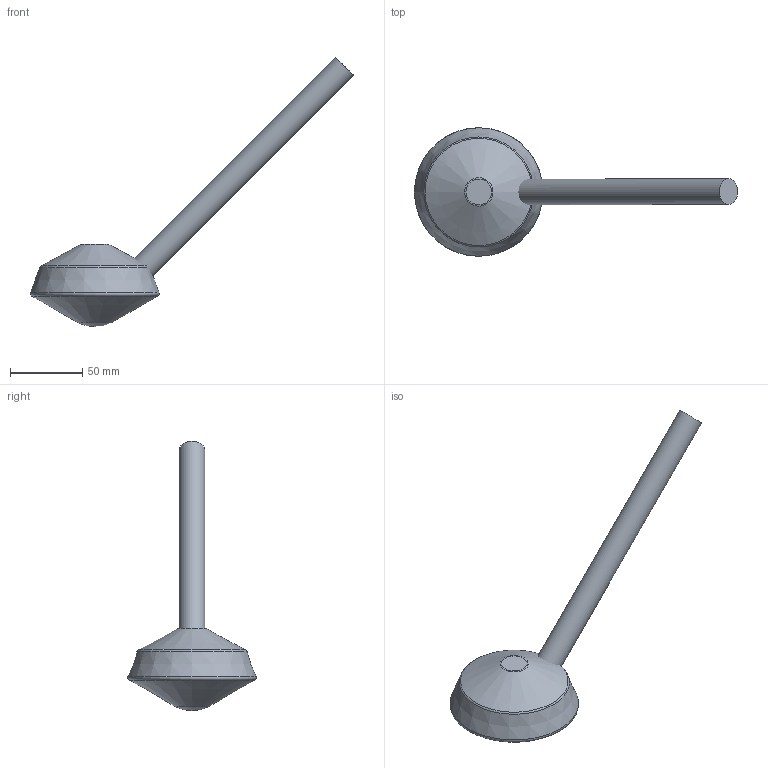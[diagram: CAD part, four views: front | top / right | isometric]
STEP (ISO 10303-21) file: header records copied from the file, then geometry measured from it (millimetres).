
FILE_DESCRIPTION(/* description */ ('STEP AP242','CAx-IF Rec.Pracs.---Representation and Presentation of Product Manufacturing Information (PMI)---4.0---2014-10-13','CAx-IF Rec.Pracs.---3D Tessellated Geometry---0.4---2014-09-14','2;1'),/* implementation_level */ '2;1');
FILE_NAME(/* name */ '66e627f26951125547d570a2',/* time_stamp */ '2024-09-15T00:18:59Z',/* author */ (''),/* organization */ (''),/* preprocessor_version */ 'ST-DEVELOPER v20',/* originating_system */ ' ',/* authorisation */ ' ');
FILE_SCHEMA (('AP242_MANAGED_MODEL_BASED_3D_ENGINEERING_MIM_LF { 1 0 10303 442 1 1 4 }'));
Length unit declared in the file: metre
Products named in the file (3): Assembly 1; Part 1; Part 2
Assembly tree (2 placements, depth 2):
  Assembly 1
    Part 1
    Part 2
Bounding box: 223.54 x 89.03 x 186.29 mm (x, y, z)
Volume: 240233.1 mm3; surface area: 29269.7 mm2
Topology: 2 solids, 2 shells, 11 faces, 18 edges, 10 vertices
Faces by surface type: cone 3, plane 3, torus 3, sphere 1, cylinder 1
Full cylindrical faces by diameter (mm): 17.739 x1
Entity records: 272 total; most frequent: DIRECTION 46, CARTESIAN_POINT 32, AXIS2_PLACEMENT_3D 23, ORIENTED_EDGE 18, EDGE_LOOP 18, FACE_BOUND 18, ADVANCED_FACE 11, EDGE_CURVE 9
